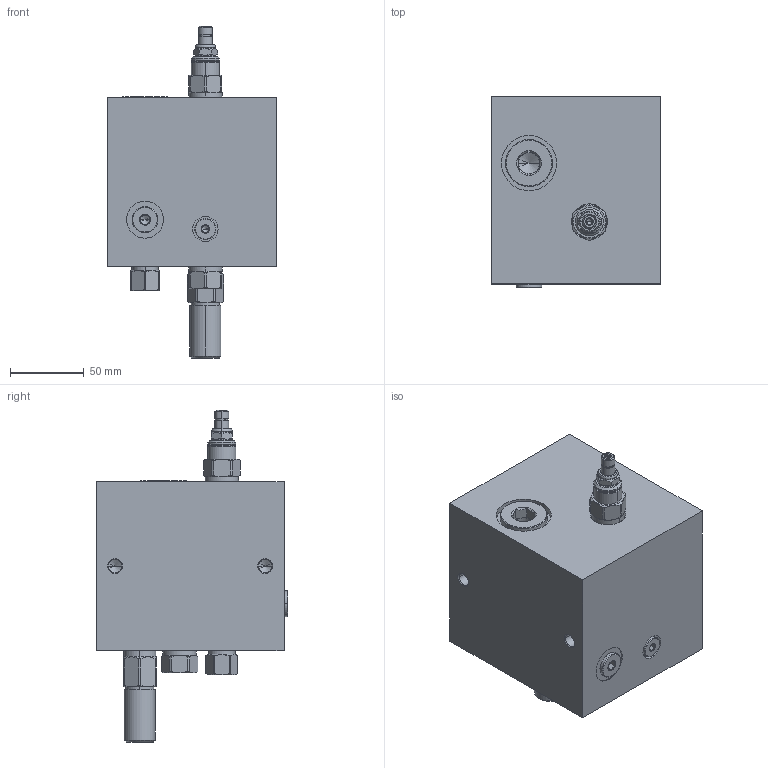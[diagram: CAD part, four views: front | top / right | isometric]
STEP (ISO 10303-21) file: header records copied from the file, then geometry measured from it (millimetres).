
FILE_DESCRIPTION((''),'2;1');
FILE_NAME('XQCJLANBK_ASM','2021-11-30T',('ProEService'),(''),'PRO/ENGINEER BY PARAMETRIC TECHNOLOGY CORPORATION, 2014200','PRO/ENGINEER BY PARAMETRIC TECHNOLOGY CORPORATION, 2014200','');
FILE_SCHEMA(('CONFIG_CONTROL_DESIGN'));
Length unit declared in the file: inch
Products named in the file (9): 154-596-002; LPBDXDN; FVCAXAN; RDDFXBN; A330-006-004; A330-006-006; A330-006-012; QCDBLAN; XQCJLANBK_ASM
Assembly tree (8 placements, depth 2):
  XQCJLANBK_ASM
    154-596-002
    LPBDXDN
    FVCAXAN
    RDDFXBN
    A330-006-004
    A330-006-006
    A330-006-012
    QCDBLAN
Bounding box: 114.3 x 129.51 x 224.54 mm (x, y, z)
Volume: 1566349 mm3; surface area: 174291.3 mm2
Topology: 20 solids, 20 shells, 1356 faces, 3580 edges, 2510 vertices
Faces by surface type: cylinder 553, cone 311, plane 282, torus 162, revolution 48
Entity records: 49370 total; most frequent: CARTESIAN_POINT 15738, DIRECTION 7407, ORIENTED_EDGE 6196, EDGE_CURVE 3098, AXIS2_PLACEMENT_3D 2902, VERTEX_POINT 1870, CIRCLE 1558, VECTOR 1555
